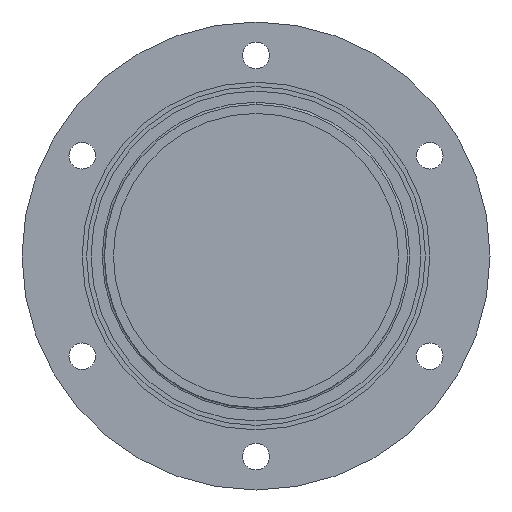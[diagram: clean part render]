
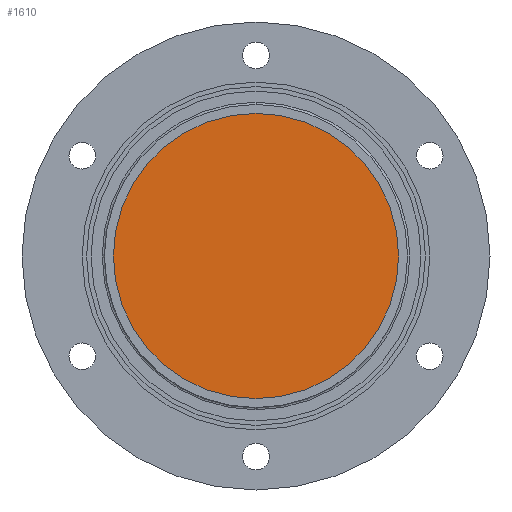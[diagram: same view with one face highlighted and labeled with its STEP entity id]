
A CAD part, front view. The second image highlights one B-rep face of the part: STEP entity #1610.
In plain terms, the highlighted planar face has unit normal (0, -1, 0).
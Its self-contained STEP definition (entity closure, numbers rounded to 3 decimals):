
#22 = CARTESIAN_POINT ( 'NONE',  ( 0., -15., 0. ) ) ;
#286 = EDGE_CURVE ( 'NONE', #2273, #594, #1036, .T. ) ;
#533 = ORIENTED_EDGE ( 'NONE', *, *, #286, .F. ) ;
#594 = VERTEX_POINT ( 'NONE', #2595 ) ;
#1029 = DIRECTION ( 'NONE',  ( -1., 0., 0. ) ) ;
#1036 = CIRCLE ( 'NONE', #2203, 32. ) ;
#1109 = FACE_OUTER_BOUND ( 'NONE', #1923, .T. ) ;
#1319 = DIRECTION ( 'NONE',  ( -1., 0., 0. ) ) ;
#1355 = DIRECTION ( 'NONE',  ( 0., 1., 0. ) ) ;
#1399 = CIRCLE ( 'NONE', #2390, 32. ) ;
#1521 = AXIS2_PLACEMENT_3D ( 'NONE', #2569, #1355, #1319 ) ;
#1610 = ADVANCED_FACE ( 'NONE', ( #1109 ), #2365, .F. ) ;
#1665 = DIRECTION ( 'NONE',  ( 0., 1., 0. ) ) ;
#1798 = CARTESIAN_POINT ( 'NONE',  ( -32., -15., 0. ) ) ;
#1811 = CARTESIAN_POINT ( 'NONE',  ( 0., -15., 0. ) ) ;
#1823 = DIRECTION ( 'NONE',  ( 0., 1., 0. ) ) ;
#1923 = EDGE_LOOP ( 'NONE', ( #533, #2085 ) ) ;
#2085 = ORIENTED_EDGE ( 'NONE', *, *, #2219, .F. ) ;
#2203 = AXIS2_PLACEMENT_3D ( 'NONE', #22, #1665, #1029 ) ;
#2219 = EDGE_CURVE ( 'NONE', #594, #2273, #1399, .T. ) ;
#2273 = VERTEX_POINT ( 'NONE', #1798 ) ;
#2365 = PLANE ( 'NONE',  #1521 ) ;
#2390 = AXIS2_PLACEMENT_3D ( 'NONE', #1811, #1823, #2637 ) ;
#2569 = CARTESIAN_POINT ( 'NONE',  ( 0., -15., 0. ) ) ;
#2595 = CARTESIAN_POINT ( 'NONE',  ( 32., -15., 0. ) ) ;
#2637 = DIRECTION ( 'NONE',  ( -1., 0., 0. ) ) ;
